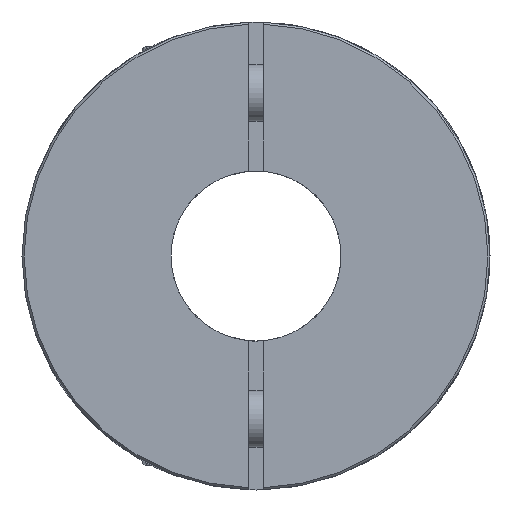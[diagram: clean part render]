
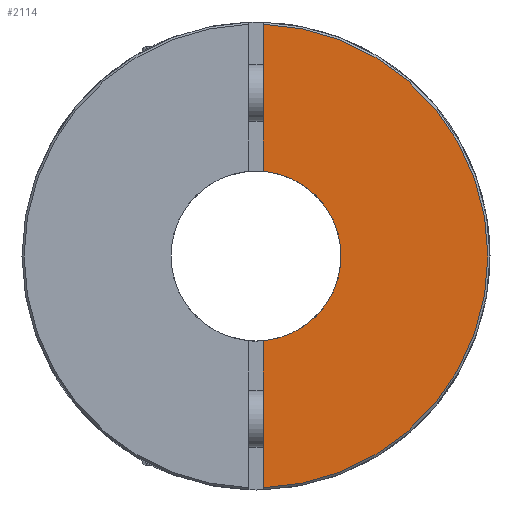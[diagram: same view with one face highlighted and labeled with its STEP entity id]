
A CAD part, left-side view. The second image highlights one B-rep face of the part: STEP entity #2114.
In plain terms, the highlighted planar face has unit normal (-1, 0, 0).
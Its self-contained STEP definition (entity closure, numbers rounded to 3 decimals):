
#109=LINE('',#3254,#237);
#113=LINE('',#3275,#241);
#237=VECTOR('',#2558,1000.);
#241=VECTOR('',#2566,1000.);
#461=ORIENTED_EDGE('',*,*,#911,.T.);
#462=ORIENTED_EDGE('',*,*,#905,.F.);
#463=ORIENTED_EDGE('',*,*,#971,.F.);
#464=ORIENTED_EDGE('',*,*,#898,.F.);
#898=EDGE_CURVE('',#1164,#1165,#109,.T.);
#905=EDGE_CURVE('',#1171,#1167,#113,.T.);
#911=EDGE_CURVE('',#1164,#1167,#1367,.T.);
#971=EDGE_CURVE('',#1165,#1171,#1391,.T.);
#1164=VERTEX_POINT('',#3253);
#1165=VERTEX_POINT('',#3255);
#1167=VERTEX_POINT('',#3264);
#1171=VERTEX_POINT('',#3274);
#1367=CIRCLE('',#2276,12.);
#1391=CIRCLE('',#2317,32.7);
#1527=EDGE_LOOP('',(#461,#462,#463,#464));
#1783=FACE_BOUND('',#1527,.T.);
#2009=PLANE('',#2316);
#2114=ADVANCED_FACE('',(#1783),#2009,.F.);
#2276=AXIS2_PLACEMENT_3D('',#3325,#2577,#2578);
#2316=AXIS2_PLACEMENT_3D('',#3596,#2681,#2682);
#2317=AXIS2_PLACEMENT_3D('',#3597,#2683,#2684);
#2558=DIRECTION('',(0.,0.,1.));
#2566=DIRECTION('',(0.,0.,1.));
#2577=DIRECTION('',(1.,0.,0.));
#2578=DIRECTION('',(0.,0.,-1.));
#2681=DIRECTION('',(1.,0.,0.));
#2682=DIRECTION('',(0.,0.,-1.));
#2683=DIRECTION('',(1.,0.,0.));
#2684=DIRECTION('',(0.,0.,-1.));
#3253=CARTESIAN_POINT('',(0.,-1.,11.958));
#3254=CARTESIAN_POINT('',(0.,-1.,-33.));
#3255=CARTESIAN_POINT('',(0.,-1.,32.685));
#3264=CARTESIAN_POINT('',(0.,-1.,-11.958));
#3274=CARTESIAN_POINT('',(0.,-1.,-32.685));
#3275=CARTESIAN_POINT('',(0.,-1.,-33.));
#3325=CARTESIAN_POINT('',(0.,0.,0.));
#3596=CARTESIAN_POINT('',(0.,0.,0.));
#3597=CARTESIAN_POINT('',(0.,0.,0.));
